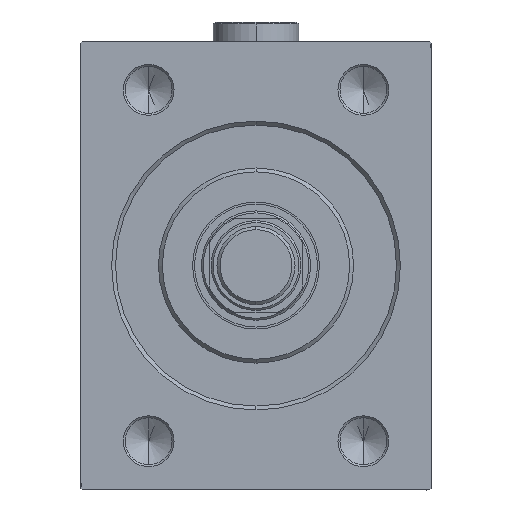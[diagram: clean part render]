
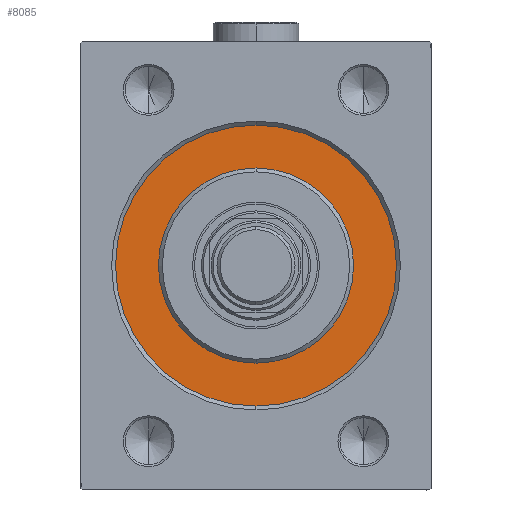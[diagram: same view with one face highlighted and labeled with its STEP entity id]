
A CAD part, left-side view. The second image highlights one B-rep face of the part: STEP entity #8085.
In plain terms, the highlighted face is planar.
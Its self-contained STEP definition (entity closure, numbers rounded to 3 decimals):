
#366 = CARTESIAN_POINT ( 'NONE',  ( 0., 0., 25. ) ) ;
#373 = EDGE_LOOP ( 'NONE', ( #31407, #23061 ) ) ;
#1046 = VERTEX_POINT ( 'NONE', #366 ) ;
#1147 = FACE_BOUND ( 'NONE', #46123, .T. ) ;
#1368 = CIRCLE ( 'NONE', #22236, 36. ) ;
#4681 = EDGE_CURVE ( 'NONE', #27268, #8704, #1368, .T. ) ;
#5085 = PLANE ( 'NONE',  #17422 ) ;
#8085 = ADVANCED_FACE ( 'NONE', ( #1147, #43866 ), #5085, .F. ) ;
#8704 = VERTEX_POINT ( 'NONE', #15138 ) ;
#8799 = DIRECTION ( 'NONE',  ( 0., 0., 1. ) ) ;
#8974 = AXIS2_PLACEMENT_3D ( 'NONE', #10641, #17663, #10417 ) ;
#9594 = VERTEX_POINT ( 'NONE', #28044 ) ;
#10102 = DIRECTION ( 'NONE',  ( 0., 0., -1. ) ) ;
#10417 = DIRECTION ( 'NONE',  ( 0., 0., 1. ) ) ;
#10641 = CARTESIAN_POINT ( 'NONE',  ( 0., 0., 0. ) ) ;
#11217 = EDGE_CURVE ( 'NONE', #1046, #9594, #42852, .T. ) ;
#12730 = EDGE_CURVE ( 'NONE', #9594, #1046, #23357, .T. ) ;
#14209 = CIRCLE ( 'NONE', #8974, 36. ) ;
#14508 = AXIS2_PLACEMENT_3D ( 'NONE', #22738, #15500, #36976 ) ;
#15138 = CARTESIAN_POINT ( 'NONE',  ( 0., 0., -36. ) ) ;
#15500 = DIRECTION ( 'NONE',  ( 1., 0., 0. ) ) ;
#17422 = AXIS2_PLACEMENT_3D ( 'NONE', #32678, #40362, #39692 ) ;
#17663 = DIRECTION ( 'NONE',  ( -1., 0., 0. ) ) ;
#22150 = CARTESIAN_POINT ( 'NONE',  ( 0., 0., 0. ) ) ;
#22236 = AXIS2_PLACEMENT_3D ( 'NONE', #22150, #22821, #8799 ) ;
#22451 = ORIENTED_EDGE ( 'NONE', *, *, #11217, .F. ) ;
#22738 = CARTESIAN_POINT ( 'NONE',  ( 0., 0., 0. ) ) ;
#22821 = DIRECTION ( 'NONE',  ( -1., 0., 0. ) ) ;
#23061 = ORIENTED_EDGE ( 'NONE', *, *, #4681, .F. ) ;
#23357 = CIRCLE ( 'NONE', #29324, 25. ) ;
#26234 = ORIENTED_EDGE ( 'NONE', *, *, #12730, .F. ) ;
#26678 = CARTESIAN_POINT ( 'NONE',  ( 0., 0., 36. ) ) ;
#27268 = VERTEX_POINT ( 'NONE', #26678 ) ;
#28044 = CARTESIAN_POINT ( 'NONE',  ( 0., 0., -25. ) ) ;
#29324 = AXIS2_PLACEMENT_3D ( 'NONE', #42117, #31835, #10102 ) ;
#31407 = ORIENTED_EDGE ( 'NONE', *, *, #44355, .F. ) ;
#31835 = DIRECTION ( 'NONE',  ( 1., 0., 0. ) ) ;
#32678 = CARTESIAN_POINT ( 'NONE',  ( 0., 0., 0. ) ) ;
#36976 = DIRECTION ( 'NONE',  ( 0., 0., -1. ) ) ;
#39692 = DIRECTION ( 'NONE',  ( 0., 0., 1. ) ) ;
#40362 = DIRECTION ( 'NONE',  ( -1., 0., 0. ) ) ;
#42117 = CARTESIAN_POINT ( 'NONE',  ( 0., 0., 0. ) ) ;
#42852 = CIRCLE ( 'NONE', #14508, 25. ) ;
#43866 = FACE_OUTER_BOUND ( 'NONE', #373, .T. ) ;
#44355 = EDGE_CURVE ( 'NONE', #8704, #27268, #14209, .T. ) ;
#46123 = EDGE_LOOP ( 'NONE', ( #22451, #26234 ) ) ;
